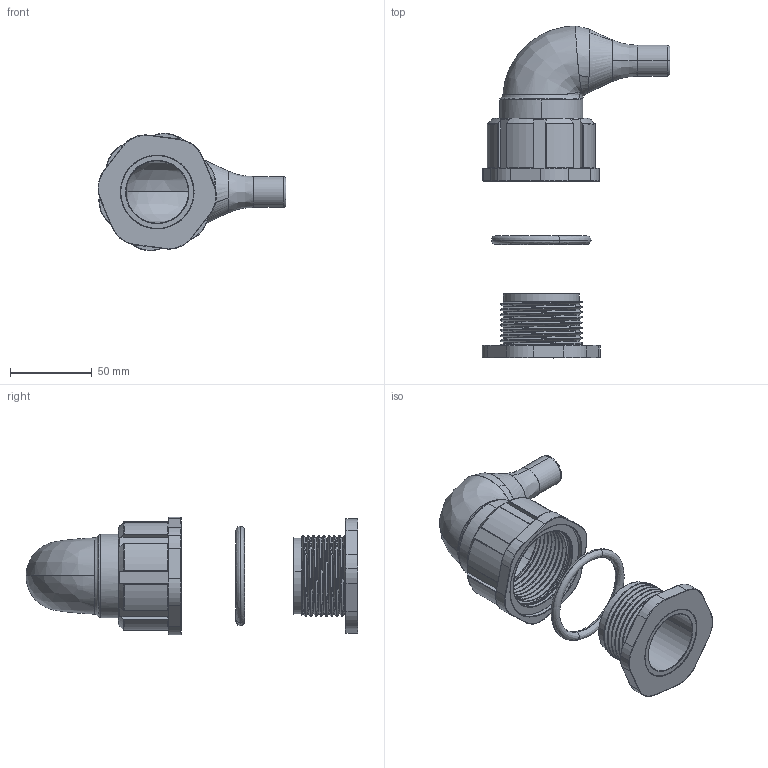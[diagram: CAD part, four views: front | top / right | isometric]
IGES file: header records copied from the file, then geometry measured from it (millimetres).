
Start section: SolidWorks IGES file using analytic representation for surfaces
Global section: file name: 4-NUS-4R.IGS; native system: SolidWorks 2013; preprocessor: SolidWorks 2013; author: office; date: 150303.110209; units: inch
Bounding box: 114.74 x 202.65 x 71.67 mm (x, y, z)
Surface area: 70281.4 mm2 (no closed solid volume)
Topology: 0 solids, 0 shells, 345 faces, 6419 edges, 6419 vertices
Faces by surface type: revolution 187, bspline 158
